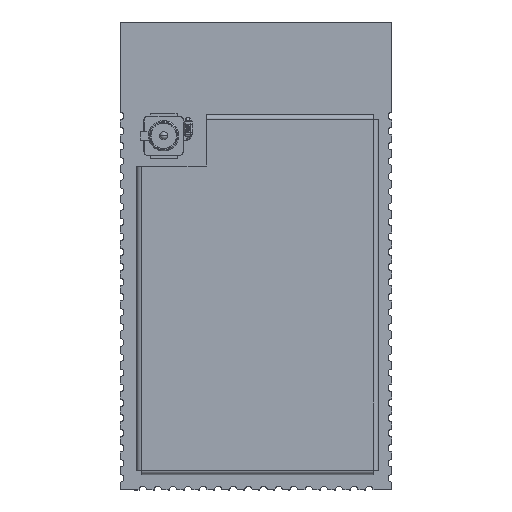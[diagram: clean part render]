
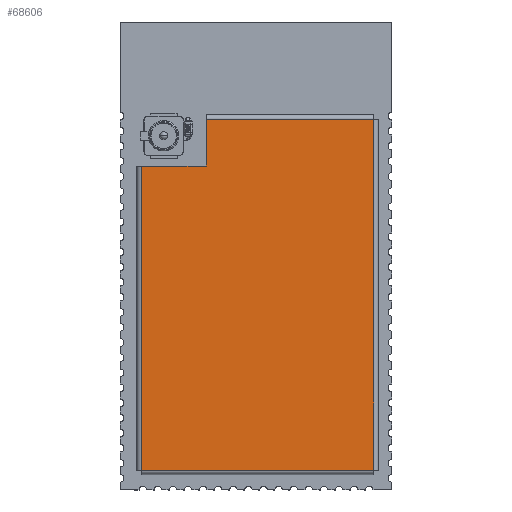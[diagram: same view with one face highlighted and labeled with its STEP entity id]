
A CAD part, top view. The second image highlights one B-rep face of the part: STEP entity #68606.
In plain terms, the highlighted planar face has unit normal (0, 0, 1).
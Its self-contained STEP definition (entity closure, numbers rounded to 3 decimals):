
#67853 = VERTEX_POINT('',#67854);
#67854 = CARTESIAN_POINT('',(15.7,23.55,0.2));
#67861 = EDGE_CURVE('',#67862,#67853,#67864,.T.);
#67862 = VERTEX_POINT('',#67863);
#67863 = CARTESIAN_POINT('',(15.7,0.3,0.2));
#67864 = LINE('',#67865,#67866);
#67865 = CARTESIAN_POINT('',(15.7,17.888,0.2));
#67866 = VECTOR('',#67867,1.);
#67867 = DIRECTION('',(0.,1.,0.));
#67999 = VERTEX_POINT('',#68000);
#68000 = CARTESIAN_POINT('',(4.6,23.55,0.2));
#68007 = EDGE_CURVE('',#67853,#67999,#68008,.T.);
#68008 = LINE('',#68009,#68010);
#68009 = CARTESIAN_POINT('',(6.3,23.55,0.2));
#68010 = VECTOR('',#68011,1.);
#68011 = DIRECTION('',(-1.,0.,0.));
#68212 = VERTEX_POINT('',#68213);
#68213 = CARTESIAN_POINT('',(4.6,20.45,0.2));
#68219 = EDGE_CURVE('',#67999,#68212,#68220,.T.);
#68220 = LINE('',#68221,#68222);
#68221 = CARTESIAN_POINT('',(4.6,23.85,0.2));
#68222 = VECTOR('',#68223,1.);
#68223 = DIRECTION('',(0.,-1.,0.));
#68359 = EDGE_CURVE('',#68360,#67862,#68362,.T.);
#68360 = VERTEX_POINT('',#68361);
#68361 = CARTESIAN_POINT('',(0.3,0.3,0.2));
#68362 = LINE('',#68363,#68364);
#68363 = CARTESIAN_POINT('',(12.,0.3,0.2));
#68364 = VECTOR('',#68365,1.);
#68365 = DIRECTION('',(1.,0.,0.));
#68493 = EDGE_CURVE('',#68494,#68360,#68496,.T.);
#68494 = VERTEX_POINT('',#68495);
#68495 = CARTESIAN_POINT('',(0.3,20.45,0.2));
#68496 = LINE('',#68497,#68498);
#68497 = CARTESIAN_POINT('',(0.3,5.963,0.2));
#68498 = VECTOR('',#68499,1.);
#68499 = DIRECTION('',(0.,-1.,0.));
#68594 = EDGE_CURVE('',#68212,#68494,#68595,.T.);
#68595 = LINE('',#68596,#68597);
#68596 = CARTESIAN_POINT('',(4.6,20.45,0.2));
#68597 = VECTOR('',#68598,1.);
#68598 = DIRECTION('',(-1.,0.,0.));
#68606 = ADVANCED_FACE('',(#68607),#68615,.T.);
#68607 = FACE_BOUND('',#68608,.T.);
#68608 = EDGE_LOOP('',(#68609,#68610,#68611,#68612,#68613,#68614));
#68609 = ORIENTED_EDGE('',*,*,#68007,.T.);
#68610 = ORIENTED_EDGE('',*,*,#68219,.T.);
#68611 = ORIENTED_EDGE('',*,*,#68594,.T.);
#68612 = ORIENTED_EDGE('',*,*,#68493,.T.);
#68613 = ORIENTED_EDGE('',*,*,#68359,.T.);
#68614 = ORIENTED_EDGE('',*,*,#67861,.T.);
#68615 = PLANE('',#68616);
#68616 = AXIS2_PLACEMENT_3D('',#68617,#68618,#68619);
#68617 = CARTESIAN_POINT('',(8.,11.925,0.2));
#68618 = DIRECTION('',(0.,0.,1.));
#68619 = DIRECTION('',(1.,0.,0.));
